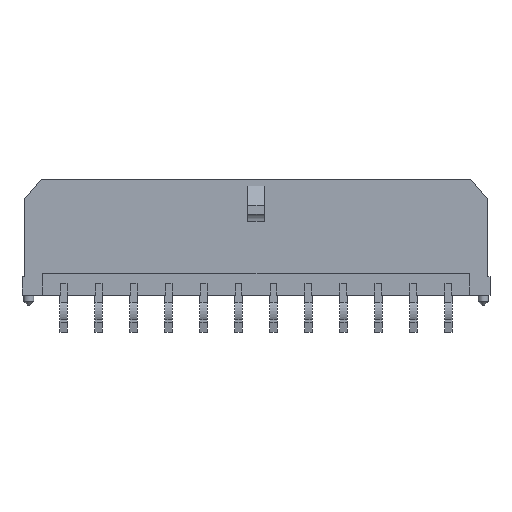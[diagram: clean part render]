
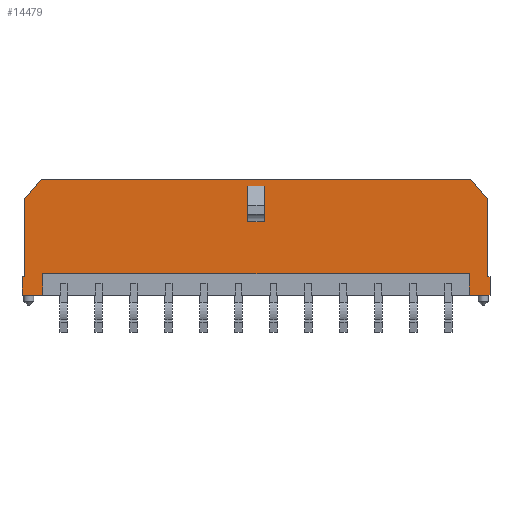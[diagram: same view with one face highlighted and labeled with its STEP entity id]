
A CAD part, front view. The second image highlights one B-rep face of the part: STEP entity #14479.
In plain terms, the highlighted planar face has unit normal (0, -1, 0).
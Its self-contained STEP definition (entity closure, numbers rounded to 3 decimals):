
#56 = VERTEX_POINT('',#57);
#57 = CARTESIAN_POINT('',(36.325,-4.896,1.59));
#63 = EDGE_CURVE('',#56,#64,#66,.T.);
#64 = VERTEX_POINT('',#65);
#65 = CARTESIAN_POINT('',(36.325,-4.896,8.25));
#66 = LINE('',#67,#68);
#67 = CARTESIAN_POINT('',(36.325,-4.896,1.59));
#68 = VECTOR('',#69,1.);
#69 = DIRECTION('',(0.,0.,1.));
#365 = VERTEX_POINT('',#366);
#366 = CARTESIAN_POINT('',(-1.925,-4.896,9.9));
#372 = EDGE_CURVE('',#373,#365,#375,.T.);
#373 = VERTEX_POINT('',#374);
#374 = CARTESIAN_POINT('',(-3.325,-4.896,8.25));
#375 = LINE('',#376,#377);
#376 = CARTESIAN_POINT('',(-3.325,-4.896,8.25));
#377 = VECTOR('',#378,1.);
#378 = DIRECTION('',(0.647,0.,0.763)
  );
#614 = EDGE_CURVE('',#615,#373,#617,.T.);
#615 = VERTEX_POINT('',#616);
#616 = CARTESIAN_POINT('',(-3.325,-4.896,1.59));
#617 = LINE('',#618,#619);
#618 = CARTESIAN_POINT('',(-3.325,-4.896,1.59));
#619 = VECTOR('',#620,1.);
#620 = DIRECTION('',(0.,0.,1.));
#884 = VERTEX_POINT('',#885);
#885 = CARTESIAN_POINT('',(34.925,-4.896,9.9));
#891 = EDGE_CURVE('',#884,#365,#892,.T.);
#892 = LINE('',#893,#894);
#893 = CARTESIAN_POINT('',(34.925,-4.896,9.9));
#894 = VECTOR('',#895,1.);
#895 = DIRECTION('',(-1.,0.,0.));
#7386 = VERTEX_POINT('',#7387);
#7387 = CARTESIAN_POINT('',(-3.575,-4.896,-0.01));
#7393 = EDGE_CURVE('',#7386,#7394,#7396,.T.);
#7394 = VERTEX_POINT('',#7395);
#7395 = CARTESIAN_POINT('',(-1.805,-4.896,-0.01));
#7396 = LINE('',#7397,#7398);
#7397 = CARTESIAN_POINT('',(-3.575,-4.896,-0.01));
#7398 = VECTOR('',#7399,1.);
#7399 = DIRECTION('',(1.,0.,0.));
#8019 = VERTEX_POINT('',#8020);
#8020 = CARTESIAN_POINT('',(34.805,-4.896,-0.01));
#8026 = EDGE_CURVE('',#8019,#8027,#8029,.T.);
#8027 = VERTEX_POINT('',#8028);
#8028 = CARTESIAN_POINT('',(36.575,-4.896,-0.01));
#8029 = LINE('',#8030,#8031);
#8030 = CARTESIAN_POINT('',(34.805,-4.896,-0.01));
#8031 = VECTOR('',#8032,1.);
#8032 = DIRECTION('',(1.,0.,0.));
#14395 = EDGE_CURVE('',#615,#14396,#14398,.T.);
#14396 = VERTEX_POINT('',#14397);
#14397 = CARTESIAN_POINT('',(-3.575,-4.896,1.59));
#14398 = LINE('',#14399,#14400);
#14399 = CARTESIAN_POINT('',(-3.325,-4.896,1.59));
#14400 = VECTOR('',#14401,1.);
#14401 = DIRECTION('',(-1.,0.,0.));
#14442 = VERTEX_POINT('',#14443);
#14443 = CARTESIAN_POINT('',(36.575,-4.896,1.59));
#14449 = EDGE_CURVE('',#56,#14442,#14450,.T.);
#14450 = LINE('',#14451,#14452);
#14451 = CARTESIAN_POINT('',(36.325,-4.896,1.59));
#14452 = VECTOR('',#14453,1.);
#14453 = DIRECTION('',(1.,0.,0.));
#14479 = ADVANCED_FACE('',(#14480,#14530),#14564,.T.);
#14480 = FACE_BOUND('',#14481,.F.);
#14481 = EDGE_LOOP('',(#14482,#14490,#14498,#14504,#14505,#14511,#14512,
    #14513,#14514,#14515,#14521,#14522,#14523,#14529));
#14482 = ORIENTED_EDGE('',*,*,#14483,.T.);
#14483 = EDGE_CURVE('',#8019,#14484,#14486,.T.);
#14484 = VERTEX_POINT('',#14485);
#14485 = CARTESIAN_POINT('',(34.805,-4.896,1.84));
#14486 = LINE('',#14487,#14488);
#14487 = CARTESIAN_POINT('',(34.805,-4.896,-0.01));
#14488 = VECTOR('',#14489,1.);
#14489 = DIRECTION('',(0.,0.,1.));
#14490 = ORIENTED_EDGE('',*,*,#14491,.T.);
#14491 = EDGE_CURVE('',#14484,#14492,#14494,.T.);
#14492 = VERTEX_POINT('',#14493);
#14493 = CARTESIAN_POINT('',(-1.805,-4.896,1.84));
#14494 = LINE('',#14495,#14496);
#14495 = CARTESIAN_POINT('',(34.805,-4.896,1.84));
#14496 = VECTOR('',#14497,1.);
#14497 = DIRECTION('',(-1.,0.,0.));
#14498 = ORIENTED_EDGE('',*,*,#14499,.F.);
#14499 = EDGE_CURVE('',#7394,#14492,#14500,.T.);
#14500 = LINE('',#14501,#14502);
#14501 = CARTESIAN_POINT('',(-1.805,-4.896,-0.01));
#14502 = VECTOR('',#14503,1.);
#14503 = DIRECTION('',(0.,0.,1.));
#14504 = ORIENTED_EDGE('',*,*,#7393,.F.);
#14505 = ORIENTED_EDGE('',*,*,#14506,.T.);
#14506 = EDGE_CURVE('',#7386,#14396,#14507,.T.);
#14507 = LINE('',#14508,#14509);
#14508 = CARTESIAN_POINT('',(-3.575,-4.896,-0.01));
#14509 = VECTOR('',#14510,1.);
#14510 = DIRECTION('',(0.,0.,1.));
#14511 = ORIENTED_EDGE('',*,*,#14395,.F.);
#14512 = ORIENTED_EDGE('',*,*,#614,.T.);
#14513 = ORIENTED_EDGE('',*,*,#372,.T.);
#14514 = ORIENTED_EDGE('',*,*,#891,.F.);
#14515 = ORIENTED_EDGE('',*,*,#14516,.T.);
#14516 = EDGE_CURVE('',#884,#64,#14517,.T.);
#14517 = LINE('',#14518,#14519);
#14518 = CARTESIAN_POINT('',(34.925,-4.896,9.9));
#14519 = VECTOR('',#14520,1.);
#14520 = DIRECTION('',(0.647,0.,-0.763
    ));
#14521 = ORIENTED_EDGE('',*,*,#63,.F.);
#14522 = ORIENTED_EDGE('',*,*,#14449,.T.);
#14523 = ORIENTED_EDGE('',*,*,#14524,.T.);
#14524 = EDGE_CURVE('',#14442,#8027,#14525,.T.);
#14525 = LINE('',#14526,#14527);
#14526 = CARTESIAN_POINT('',(36.575,-4.896,1.59));
#14527 = VECTOR('',#14528,1.);
#14528 = DIRECTION('',(0.,0.,-1.));
#14529 = ORIENTED_EDGE('',*,*,#8026,.F.);
#14530 = FACE_BOUND('',#14531,.F.);
#14531 = EDGE_LOOP('',(#14532,#14542,#14550,#14558));
#14532 = ORIENTED_EDGE('',*,*,#14533,.F.);
#14533 = EDGE_CURVE('',#14534,#14536,#14538,.T.);
#14534 = VERTEX_POINT('',#14535);
#14535 = CARTESIAN_POINT('',(17.2,-4.896,9.36));
#14536 = VERTEX_POINT('',#14537);
#14537 = CARTESIAN_POINT('',(17.2,-4.896,6.274));
#14538 = LINE('',#14539,#14540);
#14539 = CARTESIAN_POINT('',(17.2,-4.896,9.36));
#14540 = VECTOR('',#14541,1.);
#14541 = DIRECTION('',(0.,0.,-1.));
#14542 = ORIENTED_EDGE('',*,*,#14543,.T.);
#14543 = EDGE_CURVE('',#14534,#14544,#14546,.T.);
#14544 = VERTEX_POINT('',#14545);
#14545 = CARTESIAN_POINT('',(15.8,-4.896,9.36));
#14546 = LINE('',#14547,#14548);
#14547 = CARTESIAN_POINT('',(17.2,-4.896,9.36));
#14548 = VECTOR('',#14549,1.);
#14549 = DIRECTION('',(-1.,0.,0.));
#14550 = ORIENTED_EDGE('',*,*,#14551,.T.);
#14551 = EDGE_CURVE('',#14544,#14552,#14554,.T.);
#14552 = VERTEX_POINT('',#14553);
#14553 = CARTESIAN_POINT('',(15.8,-4.896,6.274));
#14554 = LINE('',#14555,#14556);
#14555 = CARTESIAN_POINT('',(15.8,-4.896,9.36));
#14556 = VECTOR('',#14557,1.);
#14557 = DIRECTION('',(0.,0.,-1.));
#14558 = ORIENTED_EDGE('',*,*,#14559,.F.);
#14559 = EDGE_CURVE('',#14536,#14552,#14560,.T.);
#14560 = LINE('',#14561,#14562);
#14561 = CARTESIAN_POINT('',(17.2,-4.896,6.274));
#14562 = VECTOR('',#14563,1.);
#14563 = DIRECTION('',(-1.,0.,0.));
#14564 = PLANE('',#14565);
#14565 = AXIS2_PLACEMENT_3D('',#14566,#14567,#14568);
#14566 = CARTESIAN_POINT('',(36.325,-4.896,-0.01));
#14567 = DIRECTION('',(0.,-1.,0.));
#14568 = DIRECTION('',(0.,0.,1.));
